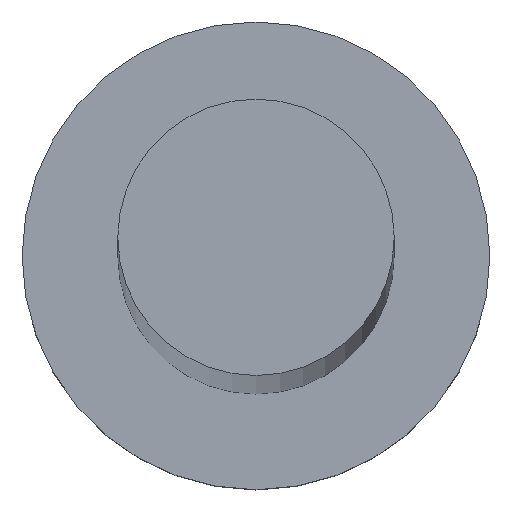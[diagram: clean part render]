
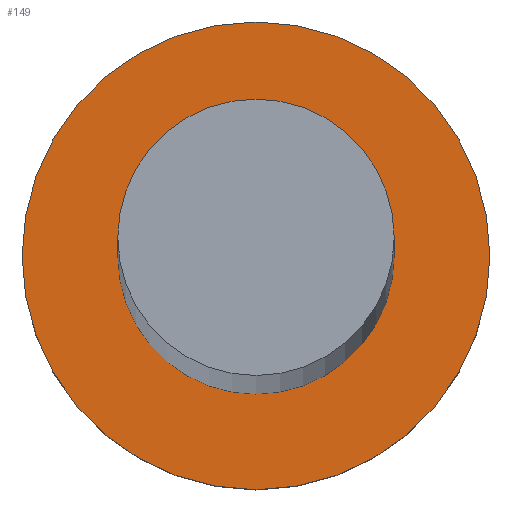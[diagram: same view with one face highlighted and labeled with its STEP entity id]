
A CAD part, top view. The second image highlights one B-rep face of the part: STEP entity #149.
In plain terms, the highlighted planar face has unit normal (0, 0, 1).
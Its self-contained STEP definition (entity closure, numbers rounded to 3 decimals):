
#4 = DIRECTION ( 'NONE',  ( 0., 0., 1. ) ) ;
#5 = EDGE_CURVE ( 'NONE', #155, #15, #89, .T. ) ;
#6 = CIRCLE ( 'NONE', #117, 6.5 ) ;
#15 = VERTEX_POINT ( 'NONE', #141 ) ;
#21 = AXIS2_PLACEMENT_3D ( 'NONE', #70, #238, #167 ) ;
#25 = FACE_OUTER_BOUND ( 'NONE', #87, .T. ) ;
#26 = DIRECTION ( 'NONE',  ( 0., 0., 1. ) ) ;
#29 = PLANE ( 'NONE',  #21 ) ;
#44 = EDGE_CURVE ( 'NONE', #15, #155, #76, .T. ) ;
#70 = CARTESIAN_POINT ( 'NONE',  ( 0., 0., 7. ) ) ;
#71 = ORIENTED_EDGE ( 'NONE', *, *, #5, .T. ) ;
#72 = FACE_BOUND ( 'NONE', #111, .T. ) ;
#75 = CARTESIAN_POINT ( 'NONE',  ( 0., 0., 7. ) ) ;
#76 = CIRCLE ( 'NONE', #96, 11. ) ;
#87 = EDGE_LOOP ( 'NONE', ( #166, #71 ) ) ;
#89 = CIRCLE ( 'NONE', #131, 11. ) ;
#91 = DIRECTION ( 'NONE',  ( 0., 0., 1. ) ) ;
#93 = CARTESIAN_POINT ( 'NONE',  ( -6.5, 0., 7. ) ) ;
#96 = AXIS2_PLACEMENT_3D ( 'NONE', #75, #91, #240 ) ;
#103 = CIRCLE ( 'NONE', #233, 6.5 ) ;
#111 = EDGE_LOOP ( 'NONE', ( #254, #114 ) ) ;
#114 = ORIENTED_EDGE ( 'NONE', *, *, #189, .F. ) ;
#117 = AXIS2_PLACEMENT_3D ( 'NONE', #130, #4, #203 ) ;
#128 = VERTEX_POINT ( 'NONE', #93 ) ;
#130 = CARTESIAN_POINT ( 'NONE',  ( 0., 0., 7. ) ) ;
#131 = AXIS2_PLACEMENT_3D ( 'NONE', #226, #206, #210 ) ;
#134 = CARTESIAN_POINT ( 'NONE',  ( 11., 0., 7. ) ) ;
#141 = CARTESIAN_POINT ( 'NONE',  ( -11., 0., 7. ) ) ;
#148 = DIRECTION ( 'NONE',  ( 1., 0., 0. ) ) ;
#149 = ADVANCED_FACE ( 'NONE', ( #72, #25 ), #29, .T. ) ;
#155 = VERTEX_POINT ( 'NONE', #134 ) ;
#166 = ORIENTED_EDGE ( 'NONE', *, *, #44, .T. ) ;
#167 = DIRECTION ( 'NONE',  ( 1., 0., 0. ) ) ;
#189 = EDGE_CURVE ( 'NONE', #198, #128, #6, .T. ) ;
#196 = EDGE_CURVE ( 'NONE', #128, #198, #103, .T. ) ;
#198 = VERTEX_POINT ( 'NONE', #221 ) ;
#203 = DIRECTION ( 'NONE',  ( 1., 0., 0. ) ) ;
#206 = DIRECTION ( 'NONE',  ( 0., 0., 1. ) ) ;
#210 = DIRECTION ( 'NONE',  ( 1., 0., 0. ) ) ;
#221 = CARTESIAN_POINT ( 'NONE',  ( 6.5, 0., 7. ) ) ;
#226 = CARTESIAN_POINT ( 'NONE',  ( 0., 0., 7. ) ) ;
#233 = AXIS2_PLACEMENT_3D ( 'NONE', #242, #26, #148 ) ;
#238 = DIRECTION ( 'NONE',  ( 0., 0., 1. ) ) ;
#240 = DIRECTION ( 'NONE',  ( 1., 0., 0. ) ) ;
#242 = CARTESIAN_POINT ( 'NONE',  ( 0., 0., 7. ) ) ;
#254 = ORIENTED_EDGE ( 'NONE', *, *, #196, .F. ) ;
